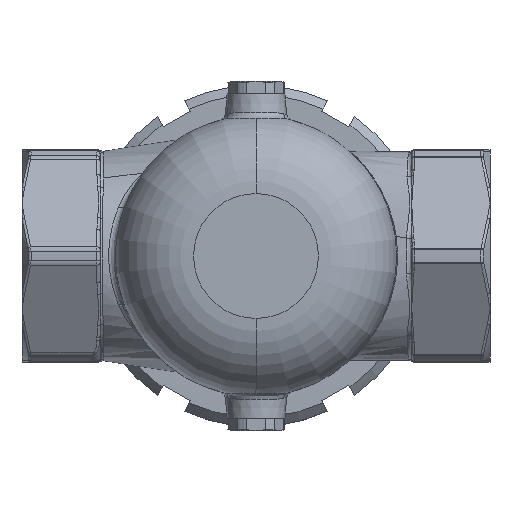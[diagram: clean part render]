
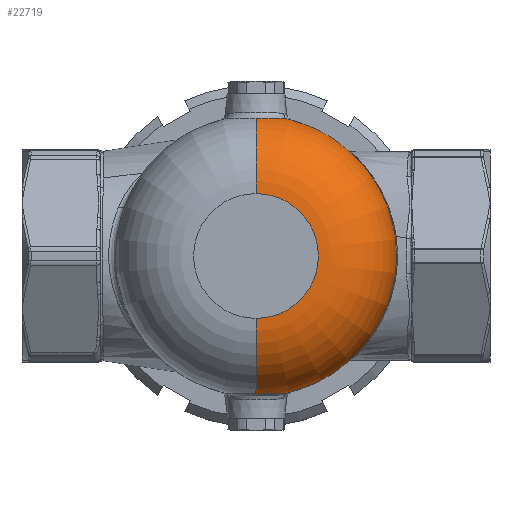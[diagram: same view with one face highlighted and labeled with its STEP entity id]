
A CAD part, front view. The second image highlights one B-rep face of the part: STEP entity #22719.
In plain terms, the highlighted toroidal (fillet/blend) face has major radius 20 mm and minor radius 25 mm.
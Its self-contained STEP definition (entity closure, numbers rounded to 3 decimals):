
#315 = EDGE_LOOP ( 'NONE', ( #23913, #43821, #72146, #19981, #77310, #45646 ) ) ;
#1076 = CARTESIAN_POINT ( 'NONE',  ( 0., -45., 0. ) ) ;
#1391 = AXIS2_PLACEMENT_3D ( 'NONE', #69640, #29116, #76396 ) ;
#2258 = CARTESIAN_POINT ( 'NONE',  ( 5.105, -50.144, -44.187 ) ) ;
#3914 = CARTESIAN_POINT ( 'NONE',  ( 5.568, -49.852, 44.176 ) ) ;
#7862 = DIRECTION ( 'NONE',  ( 0., 0., 1. ) ) ;
#7896 = DIRECTION ( 'NONE',  ( 0., 0., 1. ) ) ;
#8480 = CARTESIAN_POINT ( 'NONE',  ( 0., -51.269, -44.201 ) ) ;
#9079 = CARTESIAN_POINT ( 'NONE',  ( 7.732, -48.376, -44.117 ) ) ;
#9575 = EDGE_CURVE ( 'NONE', #64260, #67477, #29349, .T. ) ;
#9707 = VERTEX_POINT ( 'NONE', #86346 ) ;
#10777 = CARTESIAN_POINT ( 'NONE',  ( 4.857, -50.21, 44.186 ) ) ;
#14678 = CIRCLE ( 'NONE', #49547, 20. ) ;
#15851 = AXIS2_PLACEMENT_3D ( 'NONE', #73714, #33168, #80469 ) ;
#15922 = CARTESIAN_POINT ( 'NONE',  ( 9.138, -46.796, -44.001 ) ) ;
#17019 = CIRCLE ( 'NONE', #1391, 25. ) ;
#17633 = CARTESIAN_POINT ( 'NONE',  ( 3.633, -50.7, 44.196 ) ) ;
#18374 = CARTESIAN_POINT ( 'NONE',  ( 0., -70., -20. ) ) ;
#18916 = VERTEX_POINT ( 'NONE', #8480 ) ;
#19981 = ORIENTED_EDGE ( 'NONE', *, *, #35008, .F. ) ;
#20307 = CARTESIAN_POINT ( 'NONE',  ( 0., -45., 0. ) ) ;
#22687 = CARTESIAN_POINT ( 'NONE',  ( 10.002, -45.474, -43.875 ) ) ;
#22719 = ADVANCED_FACE ( 'NONE', ( #86151 ), #79785, .T. ) ;
#23555 = B_SPLINE_CURVE_WITH_KNOTS ( 'NONE', 3,
 ( #35069, #69683, #76424, #35926, #83204, #42790, #2258, #49585, #9079, #56382, #15922, #63195, #22687, #69951 ),
 .UNSPECIFIED., .F., .F.,
 ( 4, 2, 2, 2, 2, 2, 4 ),
 ( 0.013, 0.014, 0.016, 0.019, 0.022, 0.024, 0.025 ),
 .UNSPECIFIED. ) ;
#23913 = ORIENTED_EDGE ( 'NONE', *, *, #25832, .T. ) ;
#24354 = CARTESIAN_POINT ( 'NONE',  ( 2.106, -51.089, 44.2 ) ) ;
#25832 = EDGE_CURVE ( 'NONE', #9707, #44427, #14678, .T. ) ;
#29116 = DIRECTION ( 'NONE',  ( 1., 0., 0. ) ) ;
#29349 = B_SPLINE_CURVE_WITH_KNOTS ( 'NONE', 3,
 ( #71367, #64576, #64279, #30806, #78107, #37624, #84866, #44470, #3914, #51266, #10777, #58086, #17633, #64874, #24354, #71667, #31108, #78405, #37919, #85171 ),
 .UNSPECIFIED., .F., .F.,
 ( 4, 2, 2, 2, 2, 2, 2, 2, 2, 4 ),
 ( 0., 0.003, 0.005, 0.006, 0.007, 0.008, 0.009, 0.011, 0.012, 0.013 ),
 .UNSPECIFIED. ) ;
#30806 = CARTESIAN_POINT ( 'NONE',  ( 8.102, -47.976, 44.088 ) ) ;
#31108 = CARTESIAN_POINT ( 'NONE',  ( 1.053, -51.224, 44.201 ) ) ;
#32981 = CARTESIAN_POINT ( 'NONE',  ( 0., -70., 0. ) ) ;
#33168 = DIRECTION ( 'NONE',  ( -1., 0., 0. ) ) ;
#34508 = CARTESIAN_POINT ( 'NONE',  ( 10.237, -45., 43.82 ) ) ;
#35008 = EDGE_CURVE ( 'NONE', #64260, #74374, #49024, .T. ) ;
#35069 = CARTESIAN_POINT ( 'NONE',  ( 0., -51.269, -44.201 ) ) ;
#35926 = CARTESIAN_POINT ( 'NONE',  ( 2.092, -51.092, -44.2 ) ) ;
#37624 = CARTESIAN_POINT ( 'NONE',  ( 6.899, -49.009, 44.145 ) ) ;
#37919 = CARTESIAN_POINT ( 'NONE',  ( 0.263, -51.269, 44.201 ) ) ;
#38494 = CIRCLE ( 'NONE', #15851, 25. ) ;
#39827 = DIRECTION ( 'NONE',  ( 0., 0., 1. ) ) ;
#42790 = CARTESIAN_POINT ( 'NONE',  ( 4.14, -50.559, -44.194 ) ) ;
#43821 = ORIENTED_EDGE ( 'NONE', *, *, #77761, .T. ) ;
#44427 = VERTEX_POINT ( 'NONE', #18374 ) ;
#44470 = CARTESIAN_POINT ( 'NONE',  ( 5.798, -49.723, 44.172 ) ) ;
#45020 = CARTESIAN_POINT ( 'NONE',  ( 0., -51.269, 44.201 ) ) ;
#45646 = ORIENTED_EDGE ( 'NONE', *, *, #62416, .F. ) ;
#48349 = DIRECTION ( 'NONE',  ( 0., 1., 0. ) ) ;
#48375 = DIRECTION ( 'NONE',  ( 0., 1., 0. ) ) ;
#48965 = AXIS2_PLACEMENT_3D ( 'NONE', #20307, #48349, #7862 ) ;
#49024 = CIRCLE ( 'NONE', #77033, 45. ) ;
#49547 = AXIS2_PLACEMENT_3D ( 'NONE', #32981, #80261, #39827 ) ;
#49585 = CARTESIAN_POINT ( 'NONE',  ( 6.921, -49.04, -44.148 ) ) ;
#51266 = CARTESIAN_POINT ( 'NONE',  ( 5.098, -50.095, 44.183 ) ) ;
#56382 = CARTESIAN_POINT ( 'NONE',  ( 8.805, -47.213, -44.035 ) ) ;
#56444 = EDGE_CURVE ( 'NONE', #18916, #74374, #23555, .T. ) ;
#58086 = CARTESIAN_POINT ( 'NONE',  ( 4.129, -50.525, 44.193 ) ) ;
#62416 = EDGE_CURVE ( 'NONE', #9707, #67477, #38494, .T. ) ;
#63195 = CARTESIAN_POINT ( 'NONE',  ( 9.735, -45.928, -43.922 ) ) ;
#64260 = VERTEX_POINT ( 'NONE', #34508 ) ;
#64279 = CARTESIAN_POINT ( 'NONE',  ( 9.173, -46.811, 44.006 ) ) ;
#64576 = CARTESIAN_POINT ( 'NONE',  ( 9.767, -45.949, 43.93 ) ) ;
#64874 = CARTESIAN_POINT ( 'NONE',  ( 2.622, -50.983, 44.199 ) ) ;
#67477 = VERTEX_POINT ( 'NONE', #45020 ) ;
#69640 = CARTESIAN_POINT ( 'NONE',  ( 0., -45., -20. ) ) ;
#69683 = CARTESIAN_POINT ( 'NONE',  ( 0.525, -51.269, -44.201 ) ) ;
#69951 = CARTESIAN_POINT ( 'NONE',  ( 10.237, -45., -43.82 ) ) ;
#71367 = CARTESIAN_POINT ( 'NONE',  ( 10.237, -45., 43.82 ) ) ;
#71667 = CARTESIAN_POINT ( 'NONE',  ( 1.319, -51.197, 44.201 ) ) ;
#72146 = ORIENTED_EDGE ( 'NONE', *, *, #56444, .T. ) ;
#73714 = CARTESIAN_POINT ( 'NONE',  ( 0., -45., 20. ) ) ;
#74374 = VERTEX_POINT ( 'NONE', #82529 ) ;
#76396 = DIRECTION ( 'NONE',  ( 0., 0., -1. ) ) ;
#76424 = CARTESIAN_POINT ( 'NONE',  ( 1.049, -51.234, -44.201 ) ) ;
#77033 = AXIS2_PLACEMENT_3D ( 'NONE', #1076, #48375, #7896 ) ;
#77310 = ORIENTED_EDGE ( 'NONE', *, *, #9575, .T. ) ;
#77761 = EDGE_CURVE ( 'NONE', #44427, #18916, #17019, .T. ) ;
#78107 = CARTESIAN_POINT ( 'NONE',  ( 7.713, -48.343, 44.11 ) ) ;
#78405 = CARTESIAN_POINT ( 'NONE',  ( 0.526, -51.26, 44.201 ) ) ;
#79785 = TOROIDAL_SURFACE ( 'NONE', #48965, 20., 25. ) ;
#80261 = DIRECTION ( 'NONE',  ( 0., 1., 0. ) ) ;
#80469 = DIRECTION ( 'NONE',  ( 0., 0., 1. ) ) ;
#82529 = CARTESIAN_POINT ( 'NONE',  ( 10.237, -45., -43.82 ) ) ;
#83204 = CARTESIAN_POINT ( 'NONE',  ( 2.615, -50.984, -44.199 ) ) ;
#84866 = CARTESIAN_POINT ( 'NONE',  ( 6.471, -49.312, 44.157 ) ) ;
#85171 = CARTESIAN_POINT ( 'NONE',  ( 0., -51.269, 44.201 ) ) ;
#86151 = FACE_OUTER_BOUND ( 'NONE', #315, .T. ) ;
#86346 = CARTESIAN_POINT ( 'NONE',  ( 0., -70., 20. ) ) ;
